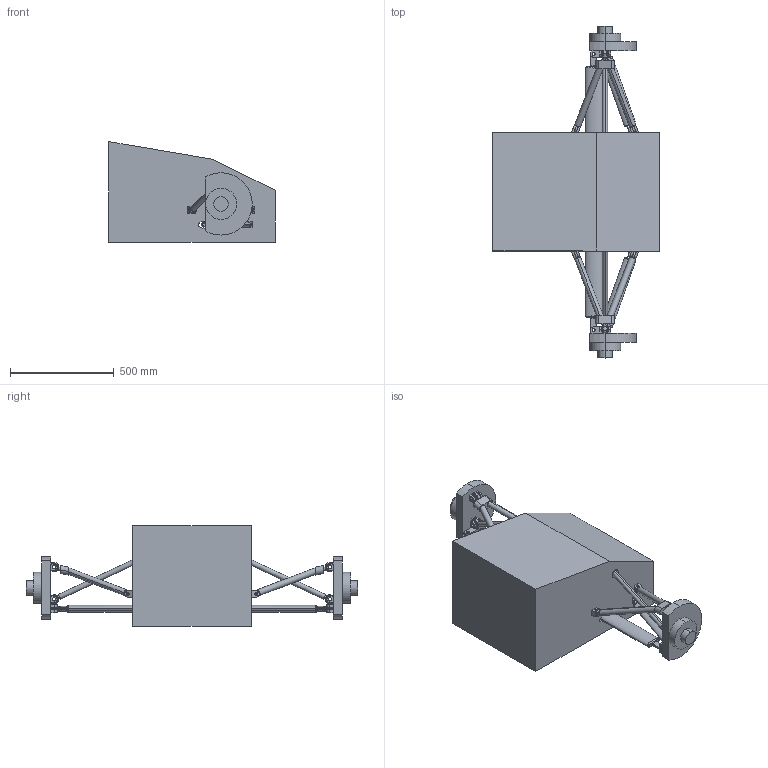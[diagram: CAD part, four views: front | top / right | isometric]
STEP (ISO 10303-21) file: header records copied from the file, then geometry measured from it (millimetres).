
FILE_DESCRIPTION (( 'STEP AP203' ), '1' );
FILE_NAME ('Front_suspensions_system.STEP', '2020-09-30T14:21:02', ( '' ), ( '' ), 'SwSTEP 2.0', 'SolidWorks 2017', '' );
FILE_SCHEMA (( 'CONFIG_CONTROL_DESIGN' ));
Length unit declared in the file: millimetre
Products named in the file (9): Lower_Wishbone_Front; SAKB_16_F; Upper_Wishbone_Front; Steering_Axis; Brake_support; Brake_support_2; Front_suspensions_system; Chassis_Front; Pushrod_Front
Assembly tree (14 placements, depth 2):
  Front_suspensions_system
    Lower_Wishbone_Front  x2
    Chassis_Front
    Brake_support
    Steering_Axis
    Brake_support_2
    Upper_Wishbone_Front  x2
    Pushrod_Front  x2
    SAKB_16_F  x4
Bounding box: 800 x 1598.01 x 485 mm (x, y, z)
Volume: 188743948.9 mm3; surface area: 3369981.8 mm2
Topology: 14 solids, 18 shells, 625 faces, 1519 edges, 980 vertices
Faces by surface type: plane 251, cylinder 246, sphere 48, bspline 44, torus 20, cone 16
Entity records: 18470 total; most frequent: CARTESIAN_POINT 6885, DIRECTION 2225, ORIENTED_EDGE 2118, EDGE_CURVE 1059, AXIS2_PLACEMENT_3D 830, VERTEX_POINT 688, LINE 565, VECTOR 565
